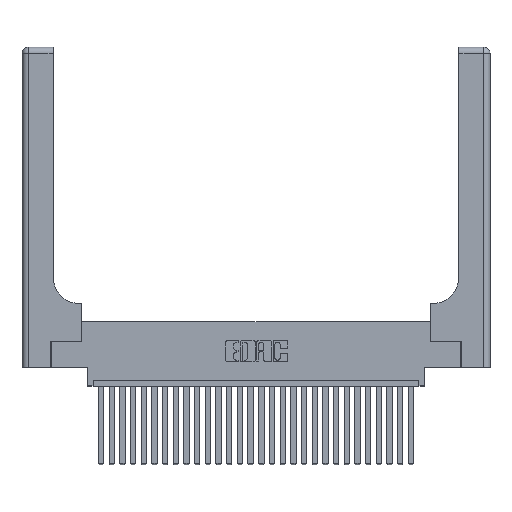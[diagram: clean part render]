
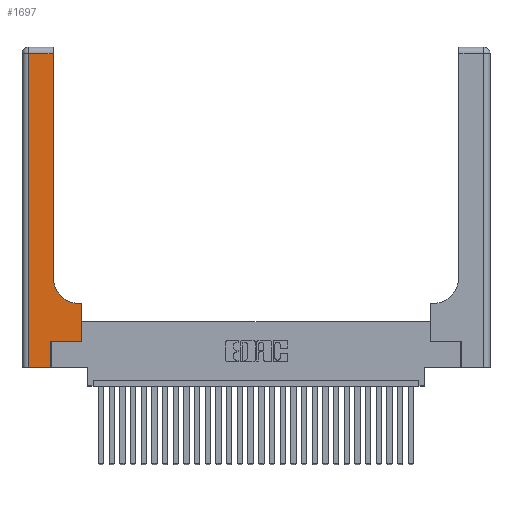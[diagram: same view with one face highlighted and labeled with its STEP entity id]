
A CAD part, top view. The second image highlights one B-rep face of the part: STEP entity #1697.
In plain terms, the highlighted planar face has unit normal (0, 0, 1).
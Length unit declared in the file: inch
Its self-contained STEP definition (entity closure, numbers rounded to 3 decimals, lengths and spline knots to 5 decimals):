
#432 = VECTOR ( 'NONE', #28958, 39.37008 ) ;
#1175 = VECTOR ( 'NONE', #23193, 39.37008 ) ;
#1225 = CARTESIAN_POINT ( 'NONE',  ( 0., 2.94, 0.37 ) ) ;
#1697 = ADVANCED_FACE ( 'NONE', ( #9465 ), #6560, .F. ) ;
#1779 = LINE ( 'NONE', #1225, #23368 ) ;
#1812 = LINE ( 'NONE', #16947, #13817 ) ;
#1835 = LINE ( 'NONE', #16935, #14562 ) ;
#1876 = EDGE_CURVE ( 'NONE', #17033, #16876, #6971, .T. ) ;
#2702 = VERTEX_POINT ( 'NONE', #25736 ) ;
#2918 = DIRECTION ( 'NONE',  ( 1., 0., 0. ) ) ;
#3245 = LINE ( 'NONE', #9824, #28728 ) ;
#3366 = ORIENTED_EDGE ( 'NONE', *, *, #14550, .T. ) ;
#3455 = DIRECTION ( 'NONE',  ( 1., 0., 0. ) ) ;
#3495 = CARTESIAN_POINT ( 'NONE',  ( 0.2915, 2.94, 0.37 ) ) ;
#4561 = CARTESIAN_POINT ( 'NONE',  ( 0.5585, 0.25, 0.37 ) ) ;
#4641 = DIRECTION ( 'NONE',  ( -1., 0., 0. ) ) ;
#4652 = EDGE_CURVE ( 'NONE', #22760, #6231, #27334, .T. ) ;
#4713 = CARTESIAN_POINT ( 'NONE',  ( 0.2915, 0.85, 0.37 ) ) ;
#4872 = DIRECTION ( 'NONE',  ( 0., 0., -1. ) ) ;
#4922 = CARTESIAN_POINT ( 'NONE',  ( 0.5415, 0.6, 0.37 ) ) ;
#5294 = ORIENTED_EDGE ( 'NONE', *, *, #9629, .T. ) ;
#6231 = VERTEX_POINT ( 'NONE', #18751 ) ;
#6267 = EDGE_CURVE ( 'NONE', #6231, #17033, #3245, .T. ) ;
#6560 = PLANE ( 'NONE',  #16974 ) ;
#6671 = DIRECTION ( 'NONE',  ( 0., -1., 0. ) ) ;
#6863 = CARTESIAN_POINT ( 'NONE',  ( 0.2915, 0.6, 0.37 ) ) ;
#6953 = CARTESIAN_POINT ( 'NONE',  ( 0., 3., 0.37 ) ) ;
#6971 = LINE ( 'NONE', #15250, #27474 ) ;
#9454 = CARTESIAN_POINT ( 'NONE',  ( 0.5415, 0.85, 0.37 ) ) ;
#9465 = FACE_OUTER_BOUND ( 'NONE', #9993, .T. ) ;
#9629 = EDGE_CURVE ( 'NONE', #24362, #28661, #15811, .T. ) ;
#9824 = CARTESIAN_POINT ( 'NONE',  ( 0., 0., 0.37 ) ) ;
#9993 = EDGE_LOOP ( 'NONE', ( #3366, #17509, #14768, #17788, #19965, #24841, #24412, #23515, #5294 ) ) ;
#10224 = DIRECTION ( 'NONE',  ( -1., 0., 0. ) ) ;
#11078 = DIRECTION ( 'NONE',  ( 0., 1., 0. ) ) ;
#11938 = VERTEX_POINT ( 'NONE', #3495 ) ;
#12407 = VERTEX_POINT ( 'NONE', #25439 ) ;
#13817 = VECTOR ( 'NONE', #3455, 39.37008 ) ;
#14550 = EDGE_CURVE ( 'NONE', #28661, #11938, #1835, .T. ) ;
#14562 = VECTOR ( 'NONE', #26105, 39.37008 ) ;
#14768 = ORIENTED_EDGE ( 'NONE', *, *, #4652, .T. ) ;
#15250 = CARTESIAN_POINT ( 'NONE',  ( 0.269, 0., 0.37 ) ) ;
#15420 = EDGE_CURVE ( 'NONE', #11938, #22760, #1779, .T. ) ;
#15811 = CIRCLE ( 'NONE', #20732, 0.25 ) ;
#16050 = LINE ( 'NONE', #4561, #432 ) ;
#16254 = DIRECTION ( 'NONE',  ( 0., 0., -1. ) ) ;
#16741 = LINE ( 'NONE', #6863, #1175 ) ;
#16876 = VERTEX_POINT ( 'NONE', #27660 ) ;
#16935 = CARTESIAN_POINT ( 'NONE',  ( 0.2915, 3., 0.37 ) ) ;
#16947 = CARTESIAN_POINT ( 'NONE',  ( 0.269, 0.25, 0.37 ) ) ;
#16974 = AXIS2_PLACEMENT_3D ( 'NONE', #6953, #16254, #4641 ) ;
#17033 = VERTEX_POINT ( 'NONE', #28640 ) ;
#17046 = CARTESIAN_POINT ( 'NONE',  ( 0.06, 2.94, 0.37 ) ) ;
#17509 = ORIENTED_EDGE ( 'NONE', *, *, #15420, .T. ) ;
#17788 = ORIENTED_EDGE ( 'NONE', *, *, #6267, .T. ) ;
#18751 = CARTESIAN_POINT ( 'NONE',  ( 0.06, 0., 0.37 ) ) ;
#18949 = EDGE_CURVE ( 'NONE', #2702, #24362, #16741, .T. ) ;
#19965 = ORIENTED_EDGE ( 'NONE', *, *, #1876, .T. ) ;
#20732 = AXIS2_PLACEMENT_3D ( 'NONE', #9454, #4872, #2918 ) ;
#21386 = EDGE_CURVE ( 'NONE', #12407, #2702, #16050, .T. ) ;
#21391 = VECTOR ( 'NONE', #6671, 39.37008 ) ;
#22719 = EDGE_CURVE ( 'NONE', #16876, #12407, #1812, .T. ) ;
#22760 = VERTEX_POINT ( 'NONE', #17046 ) ;
#23193 = DIRECTION ( 'NONE',  ( -1., 0., 0. ) ) ;
#23368 = VECTOR ( 'NONE', #10224, 39.37008 ) ;
#23515 = ORIENTED_EDGE ( 'NONE', *, *, #18949, .T. ) ;
#24362 = VERTEX_POINT ( 'NONE', #4922 ) ;
#24412 = ORIENTED_EDGE ( 'NONE', *, *, #21386, .T. ) ;
#24841 = ORIENTED_EDGE ( 'NONE', *, *, #22719, .T. ) ;
#25439 = CARTESIAN_POINT ( 'NONE',  ( 0.5585, 0.25, 0.37 ) ) ;
#25650 = CARTESIAN_POINT ( 'NONE',  ( 0.06, 3., 0.37 ) ) ;
#25736 = CARTESIAN_POINT ( 'NONE',  ( 0.5585, 0.6, 0.37 ) ) ;
#26105 = DIRECTION ( 'NONE',  ( 0., 1., 0. ) ) ;
#27334 = LINE ( 'NONE', #25650, #21391 ) ;
#27474 = VECTOR ( 'NONE', #11078, 39.37008 ) ;
#27660 = CARTESIAN_POINT ( 'NONE',  ( 0.269, 0.25, 0.37 ) ) ;
#27802 = DIRECTION ( 'NONE',  ( 1., 0., 0. ) ) ;
#28640 = CARTESIAN_POINT ( 'NONE',  ( 0.269, 0., 0.37 ) ) ;
#28661 = VERTEX_POINT ( 'NONE', #4713 ) ;
#28728 = VECTOR ( 'NONE', #27802, 39.37008 ) ;
#28958 = DIRECTION ( 'NONE',  ( 0., 1., 0. ) ) ;
